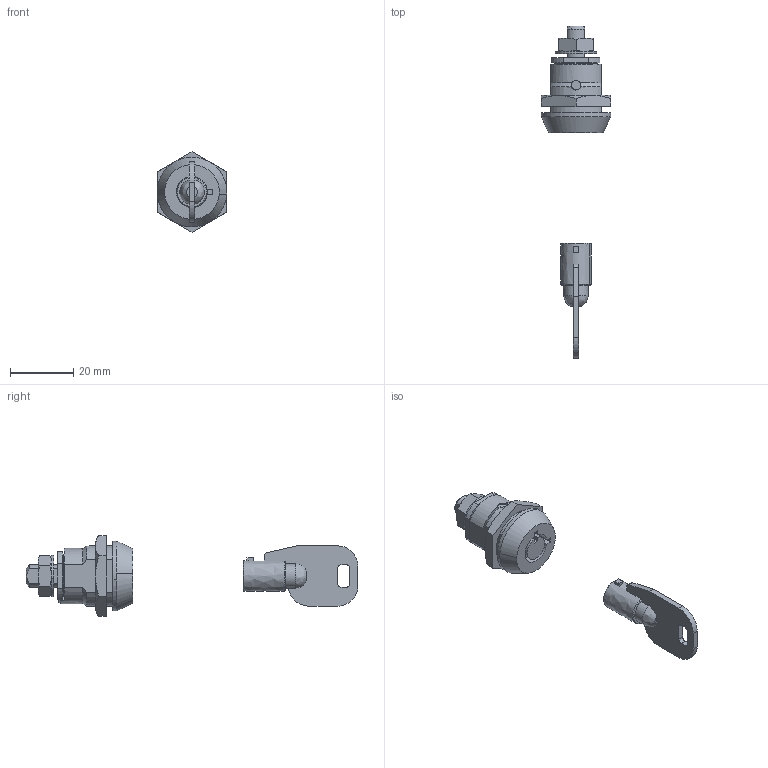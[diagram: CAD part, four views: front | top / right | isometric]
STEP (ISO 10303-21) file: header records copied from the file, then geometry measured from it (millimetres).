
FILE_DESCRIPTION((''),'2;1');
FILE_NAME('','2005-07-15T17:39:47',(''),(''),'','CADfix','');
FILE_SCHEMA(('AUTOMOTIVE_DESIGN'));
Length unit declared in the file: millimetre
Products named in the file (5): nut_B; nut_A; lock; key; TL_96N_2_K1161_21974_36
Assembly tree (4 placements, depth 2):
  TL_96N_2_K1161_21974_36
    nut_B
    nut_A
    lock
    key
Bounding box: 22 x 104.69 x 25.4 mm (x, y, z)
Volume: 8324.7 mm3; surface area: 5958.2 mm2
Topology: 4 solids, 4 shells, 148 faces, 408 edges, 279 vertices
Faces by surface type: bspline 148
Entity records: 5395 total; most frequent: CARTESIAN_POINT 2970, ORIENTED_EDGE 816, EDGE_CURVE 408, VERTEX_POINT 279, QUASI_UNIFORM_CURVE 181, EDGE_LOOP 165, FACE_OUTER_BOUND 148, ADVANCED_FACE 148
